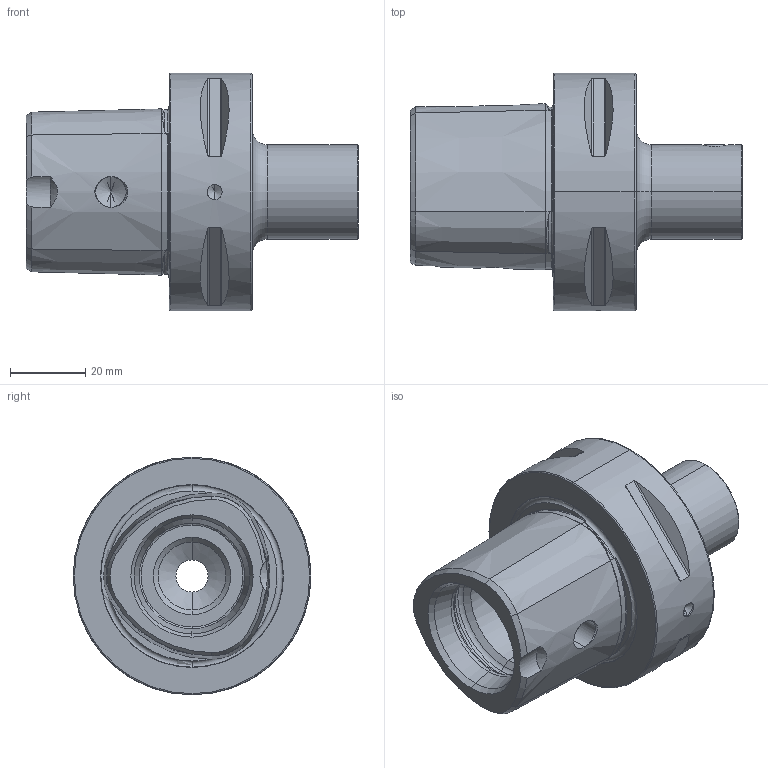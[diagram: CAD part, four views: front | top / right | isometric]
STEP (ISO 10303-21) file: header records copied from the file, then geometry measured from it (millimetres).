
FILE_DESCRIPTION (( 'STEP AP203' ), '1' );
FILE_NAME ('102.163.251.STEP', '2024-08-22T15:23:05', ( '' ), ( '' ), 'SwSTEP 2.0', 'SolidWorks 2022', '' );
FILE_SCHEMA (( 'CONFIG_CONTROL_DESIGN' ));
Length unit declared in the file: millimetre
Products named in the file (3): 102.163.251; MB2-ER1.001.008_A; PS6-MB2.K01.050_B
Assembly tree (2 placements, depth 2):
  102.163.251
    PS6-MB2.K01.050_B
    MB2-ER1.001.008_A
Bounding box: 88 x 63 x 63 mm (x, y, z)
Volume: 106090 mm3; surface area: 23262.5 mm2
Topology: 2 solids, 2 shells, 195 faces, 457 edges, 270 vertices
Faces by surface type: cone 67, cylinder 50, plane 42, torus 36
Entity records: 6508 total; most frequent: CARTESIAN_POINT 1817, DIRECTION 959, ORIENTED_EDGE 902, EDGE_CURVE 451, AXIS2_PLACEMENT_3D 402, VERTEX_POINT 270, EDGE_LOOP 211, CIRCLE 202
